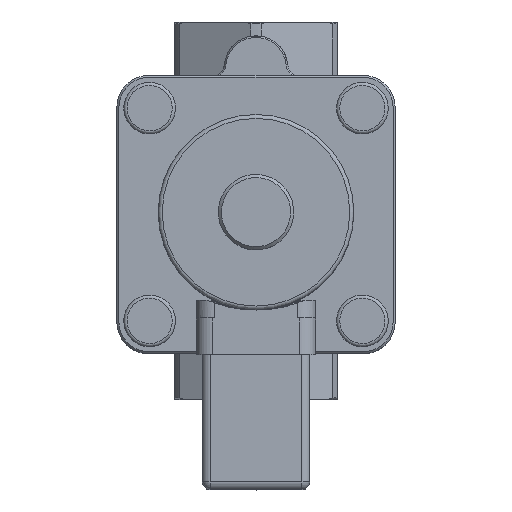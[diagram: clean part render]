
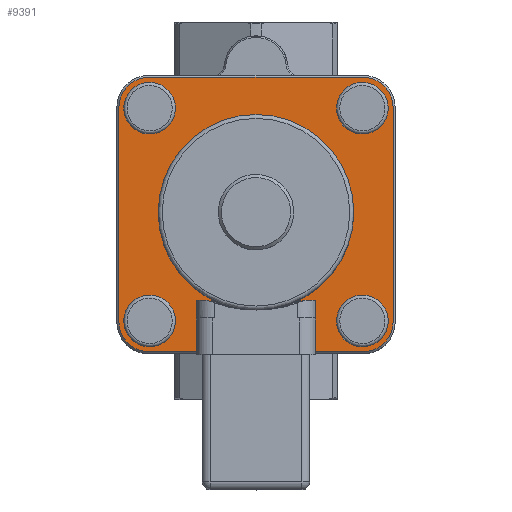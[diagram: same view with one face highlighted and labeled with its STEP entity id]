
A CAD part, top view. The second image highlights one B-rep face of the part: STEP entity #9391.
In plain terms, the highlighted planar face has unit normal (0, 0, 1).
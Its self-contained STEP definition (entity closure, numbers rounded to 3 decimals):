
#812=LINE('',#16350,#1223);
#813=LINE('',#16354,#1224);
#814=LINE('',#16358,#1225);
#815=LINE('',#16362,#1226);
#1223=VECTOR('',#11469,54.);
#1224=VECTOR('',#11472,54.);
#1225=VECTOR('',#11475,54.);
#1226=VECTOR('',#11478,54.);
#2223=PLANE('',#10100);
#2354=FACE_BOUND('',#3165,.T.);
#2355=FACE_BOUND('',#3166,.T.);
#2356=FACE_BOUND('',#3167,.T.);
#2357=FACE_BOUND('',#3168,.T.);
#2358=FACE_BOUND('',#3169,.T.);
#2547=FACE_OUTER_BOUND('',#3164,.T.);
#3164=EDGE_LOOP('',(#7011,#7012,#7013,#7014,#7015,#7016,#7017,#7018));
#3165=EDGE_LOOP('',(#7019));
#3166=EDGE_LOOP('',(#7020));
#3167=EDGE_LOOP('',(#7021));
#3168=EDGE_LOOP('',(#7022));
#3169=EDGE_LOOP('',(#7023));
#3624=CIRCLE('',#9835,6.5);
#3632=CIRCLE('',#9850,6.5);
#3640=CIRCLE('',#9865,6.5);
#3648=CIRCLE('',#9880,6.5);
#3748=CIRCLE('',#10101,7.5);
#3749=CIRCLE('',#10102,7.5);
#3750=CIRCLE('',#10103,7.5);
#3751=CIRCLE('',#10104,7.5);
#3752=CIRCLE('',#10105,18.7);
#4115=VERTEX_POINT('',#13020);
#4123=VERTEX_POINT('',#13043);
#4131=VERTEX_POINT('',#13066);
#4139=VERTEX_POINT('',#13089);
#4335=VERTEX_POINT('',#16348);
#4336=VERTEX_POINT('',#16349);
#4337=VERTEX_POINT('',#16351);
#4338=VERTEX_POINT('',#16353);
#4339=VERTEX_POINT('',#16355);
#4340=VERTEX_POINT('',#16357);
#4341=VERTEX_POINT('',#16359);
#4342=VERTEX_POINT('',#16361);
#4343=VERTEX_POINT('',#16364);
#4972=EDGE_CURVE('',#4115,#4115,#3624,.T.);
#4980=EDGE_CURVE('',#4123,#4123,#3632,.T.);
#4988=EDGE_CURVE('',#4131,#4131,#3640,.T.);
#4996=EDGE_CURVE('',#4139,#4139,#3648,.T.);
#5306=EDGE_CURVE('',#4335,#4336,#812,.T.);
#5307=EDGE_CURVE('',#4337,#4335,#3748,.T.);
#5308=EDGE_CURVE('',#4338,#4337,#813,.T.);
#5309=EDGE_CURVE('',#4339,#4338,#3749,.T.);
#5310=EDGE_CURVE('',#4340,#4339,#814,.T.);
#5311=EDGE_CURVE('',#4341,#4340,#3750,.T.);
#5312=EDGE_CURVE('',#4342,#4341,#815,.T.);
#5313=EDGE_CURVE('',#4336,#4342,#3751,.T.);
#5314=EDGE_CURVE('',#4343,#4343,#3752,.T.);
#7011=ORIENTED_EDGE('',*,*,#5306,.F.);
#7012=ORIENTED_EDGE('',*,*,#5307,.F.);
#7013=ORIENTED_EDGE('',*,*,#5308,.F.);
#7014=ORIENTED_EDGE('',*,*,#5309,.F.);
#7015=ORIENTED_EDGE('',*,*,#5310,.F.);
#7016=ORIENTED_EDGE('',*,*,#5311,.F.);
#7017=ORIENTED_EDGE('',*,*,#5312,.F.);
#7018=ORIENTED_EDGE('',*,*,#5313,.F.);
#7019=ORIENTED_EDGE('',*,*,#4972,.T.);
#7020=ORIENTED_EDGE('',*,*,#4980,.T.);
#7021=ORIENTED_EDGE('',*,*,#4988,.T.);
#7022=ORIENTED_EDGE('',*,*,#4996,.T.);
#7023=ORIENTED_EDGE('',*,*,#5314,.T.);
#9391=ADVANCED_FACE('',(#2547,#2354,#2355,#2356,#2357,#2358),#2223,.T.);
#9835=AXIS2_PLACEMENT_3D('',#13021,#10779,#10780);
#9850=AXIS2_PLACEMENT_3D('',#13044,#10809,#10810);
#9865=AXIS2_PLACEMENT_3D('',#13067,#10839,#10840);
#9880=AXIS2_PLACEMENT_3D('',#13090,#10869,#10870);
#10100=AXIS2_PLACEMENT_3D('',#16347,#11467,#11468);
#10101=AXIS2_PLACEMENT_3D('',#16352,#11470,#11471);
#10102=AXIS2_PLACEMENT_3D('',#16356,#11473,#11474);
#10103=AXIS2_PLACEMENT_3D('',#16360,#11476,#11477);
#10104=AXIS2_PLACEMENT_3D('',#16363,#11479,#11480);
#10105=AXIS2_PLACEMENT_3D('',#16365,#11481,#11482);
#10779=DIRECTION('center_axis',(0.,0.,
-1.));
#10780=DIRECTION('ref_axis',(0.964,-0.267,0.));
#10809=DIRECTION('center_axis',(0.,0.,
-1.));
#10810=DIRECTION('ref_axis',(-0.267,-0.964,0.));
#10839=DIRECTION('center_axis',(0.,0.,
-1.));
#10840=DIRECTION('ref_axis',(-0.964,0.267,0.));
#10869=DIRECTION('center_axis',(0.,0.,
-1.));
#10870=DIRECTION('ref_axis',(0.267,0.964,0.));
#11467=DIRECTION('center_axis',(0.,0.,
1.));
#11468=DIRECTION('ref_axis',(1.,0.,0.));
#11469=DIRECTION('',(-1.,0.,0.));
#11470=DIRECTION('center_axis',(0.,0.,
-1.));
#11471=DIRECTION('ref_axis',(0.,-1.,0.));
#11472=DIRECTION('',(0.,-1.,0.));
#11473=DIRECTION('center_axis',(0.,0.,
-1.));
#11474=DIRECTION('ref_axis',(1.,0.,0.));
#11475=DIRECTION('',(1.,0.,0.));
#11476=DIRECTION('center_axis',(0.,0.,
-1.));
#11477=DIRECTION('ref_axis',(0.,1.,0.));
#11478=DIRECTION('',(0.,1.,0.));
#11479=DIRECTION('center_axis',(0.,0.,
-1.));
#11480=DIRECTION('ref_axis',(-1.,0.,0.));
#11481=DIRECTION('center_axis',(0.,0.,
-1.));
#11482=DIRECTION('ref_axis',(-1.,0.,0.));
#13020=CARTESIAN_POINT('',(-20.5,25.028,49.9));
#13021=CARTESIAN_POINT('Origin',(-26.764,26.764,49.9));
#13043=CARTESIAN_POINT('',(25.028,20.5,49.9));
#13044=CARTESIAN_POINT('Origin',(26.764,26.764,49.9));
#13066=CARTESIAN_POINT('',(20.5,-25.028,49.9));
#13067=CARTESIAN_POINT('Origin',(26.764,-26.764,49.9));
#13089=CARTESIAN_POINT('',(-25.028,-20.5,49.9));
#13090=CARTESIAN_POINT('Origin',(-26.764,-26.764,49.9));
#16347=CARTESIAN_POINT('Origin',(0.,0.,
49.9));
#16348=CARTESIAN_POINT('',(27.,-34.5,49.9));
#16349=CARTESIAN_POINT('',(-27.,-34.5,49.9));
#16350=CARTESIAN_POINT('',(-13.5,-34.5,49.9));
#16351=CARTESIAN_POINT('',(34.5,-27.,49.9));
#16352=CARTESIAN_POINT('Origin',(27.,-27.,49.9));
#16353=CARTESIAN_POINT('',(34.5,27.,49.9));
#16354=CARTESIAN_POINT('',(34.5,-13.5,49.9));
#16355=CARTESIAN_POINT('',(27.,34.5,49.9));
#16356=CARTESIAN_POINT('Origin',(27.,27.,49.9));
#16357=CARTESIAN_POINT('',(-27.,34.5,49.9));
#16358=CARTESIAN_POINT('',(13.5,34.5,49.9));
#16359=CARTESIAN_POINT('',(-34.5,27.,49.9));
#16360=CARTESIAN_POINT('Origin',(-27.,27.,49.9));
#16361=CARTESIAN_POINT('',(-34.5,-27.,49.9));
#16362=CARTESIAN_POINT('',(-34.5,13.5,49.9));
#16363=CARTESIAN_POINT('Origin',(-27.,-27.,49.9));
#16364=CARTESIAN_POINT('',(17.437,-6.755,49.9));
#16365=CARTESIAN_POINT('Origin',(0.,0.,
49.9));
